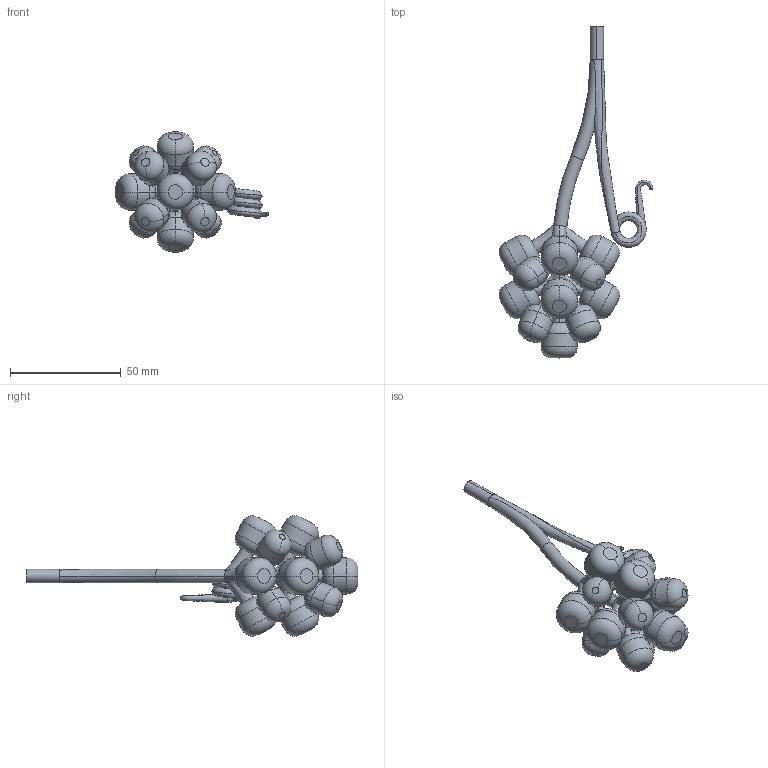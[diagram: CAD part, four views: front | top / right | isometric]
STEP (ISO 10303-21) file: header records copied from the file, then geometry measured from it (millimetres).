
FILE_DESCRIPTION (( 'STEP AP203' ), '1' );
FILE_NAME ('3272-W.STEP', '2016-05-27T07:26:39', ( '' ), ( '' ), 'SwSTEP 2.0', 'SolidWorks 2015', '' );
FILE_SCHEMA (( 'CONFIG_CONTROL_DESIGN' ));
Length unit declared in the file: millimetre
Products named in the file (1): 3272-W
Bounding box: 69.58 x 150 x 54.47 mm (x, y, z)
Volume: 51282.7 mm3; surface area: 22061.1 mm2
Topology: 9 solids, 9 shells, 385 faces, 956 edges, 604 vertices
Faces by surface type: plane 149, bspline 111, torus 85, cylinder 40
Entity records: 20192 total; most frequent: CARTESIAN_POINT 11639, ORIENTED_EDGE 1906, DIRECTION 1528, EDGE_CURVE 953, VERTEX_POINT 602, AXIS2_PLACEMENT_3D 568, EDGE_LOOP 411, VECTOR 392
